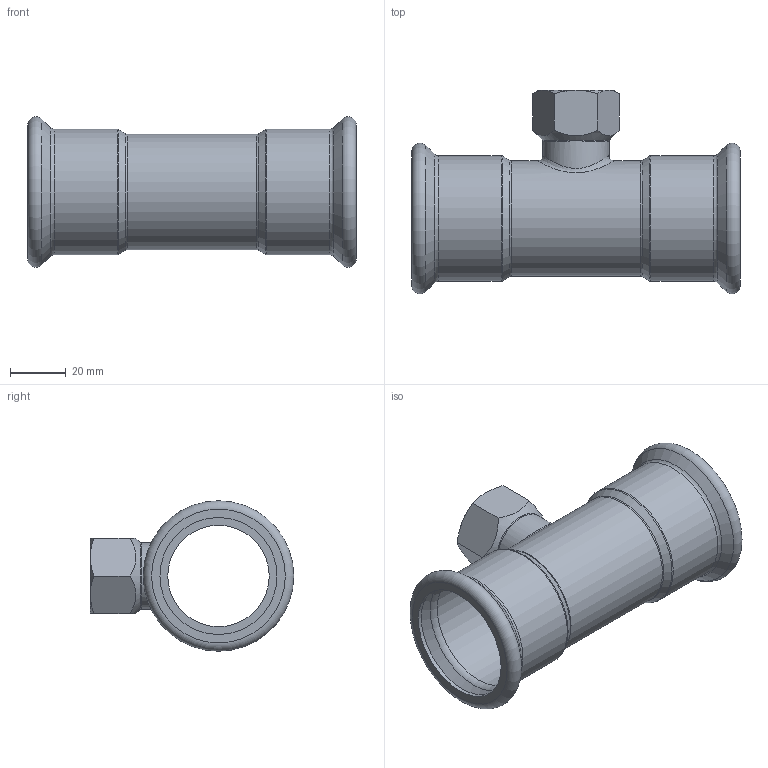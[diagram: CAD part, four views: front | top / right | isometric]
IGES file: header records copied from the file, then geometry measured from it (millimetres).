
Global section: file name: No Iges File Name specified; native system: Autodesk Inventor 2012; preprocessor: AutoDesk Inventor Iges Exporter R2012; author: aporro; date: 20130603.120953; units: millimetre
Bounding box: 118 x 73 x 54 mm (x, y, z)
Volume: 35236.7 mm3; surface area: 39739.5 mm2
Topology: 1 solids, 1 shells, 57 faces, 117 edges, 68 vertices
Faces by surface type: revolution 20, plane 15, cone 11, torus 6, cylinder 4, bspline 1
Full cylindrical faces by diameter (mm): 23.8 x1, 41.4 x1, 45 x2
